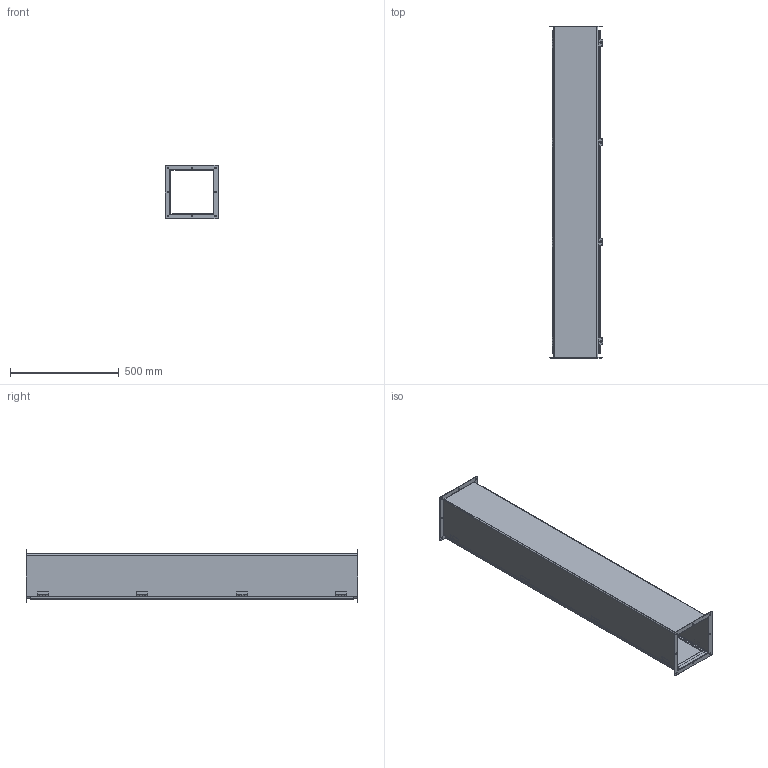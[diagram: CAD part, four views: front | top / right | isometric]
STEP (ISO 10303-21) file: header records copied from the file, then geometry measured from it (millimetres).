
FILE_DESCRIPTION(/* description */ ('JW, BTB, CRS, 60X8X8'),/* implementation_level */ '2;1');
FILE_NAME(/* name */ 'JW85.iam.stp',/* time_stamp */ '2014-09-17T09:13:27-06:00',/* author */ ('tkorenak'),/* organization */ (''),/* preprocessor_version */ 'ST-DEVELOPER v15.2',/* originating_system */ 'Autodesk Inventor 2014',/* authorisation */ '');
FILE_SCHEMA (('AUTOMOTIVE_DESIGN { 1 0 10303 214 3 1 1 }'));
Length unit declared in the file: inch
Products named in the file (13): JW85_BTB; JW8_RING; JW85_LID; JW8_SPC; JW85_GASKET; H6050139T; H6050139L; H6050139P; H6050139; 372134; C1001; C1002; JW85
Bounding box: 246.42 x 1524 x 244.47 mm (x, y, z)
Volume: 2767707 mm3; surface area: 2889299.2 mm2
Topology: 31 solids, 31 shells, 478 faces, 1172 edges, 760 vertices
Faces by surface type: plane 316, cylinder 146, cone 8, sphere 8
Full cylindrical faces by diameter (mm): 3.048 x4, 3.302 x16, 4.978 x4, 6.35 x4, 7.144 x16, 8.738 x4, 10.402 x4
Entity records: 5941 total; most frequent: DIRECTION 1024, CARTESIAN_POINT 949, ORIENTED_EDGE 868, EDGE_CURVE 434, AXIS2_PLACEMENT_3D 357, LINE 310, VECTOR 310, VERTEX_POINT 282
